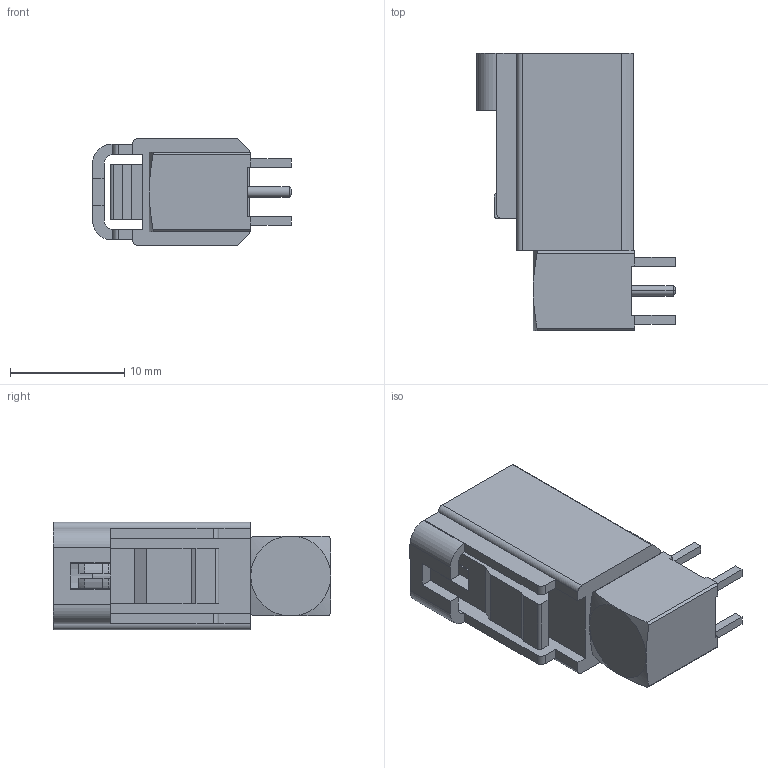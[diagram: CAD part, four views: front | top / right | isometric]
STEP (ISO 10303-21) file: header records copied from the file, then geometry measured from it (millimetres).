
FILE_DESCRIPTION (( 'STEP AP214' ), '1' );
FILE_NAME ('FMCN5171_3D.step', '2024-07-31T17:05:13', ( '' ), ( '' ), 'SwSTEP 2.0', 'SolidWorks 2022', '' );
FILE_SCHEMA (( 'AUTOMOTIVE_DESIGN' ));
Length unit declared in the file: inch
Products named in the file (7): Copy of 5.igs_5^FMCN5171; Copy of 1.igs_12^FMCN5171; FMCN5171_3D; Copy of cover-z.igs^FMCN5171; Copy of 3.igs_12^FMCN5171; Copy of 2.igs_12^FMCN5171; Copy of 4.igs_6^FMCN5171
Assembly tree (6 placements, depth 2):
  FMCN5171_3D
    Copy of 4.igs_6^FMCN5171
    Copy of 1.igs_12^FMCN5171
    Copy of 2.igs_12^FMCN5171
    Copy of 3.igs_12^FMCN5171
    Copy of 5.igs_5^FMCN5171
    Copy of cover-z.igs^FMCN5171
Bounding box: 17.4 x 24.3 x 9.4 mm (x, y, z)
Volume: 1515.6 mm3; surface area: 3087.8 mm2
Topology: 5 solids, 6 shells, 326 faces, 888 edges, 578 vertices
Faces by surface type: plane 169, cylinder 100, cone 53, torus 2, bspline 2
Entity records: 14960 total; most frequent: CARTESIAN_POINT 2319, ORIENTED_EDGE 1758, DIRECTION 1755, EDGE_CURVE 886, AXIS2_PLACEMENT_3D 623, VERTEX_POINT 578, VECTOR 509, LINE 509
